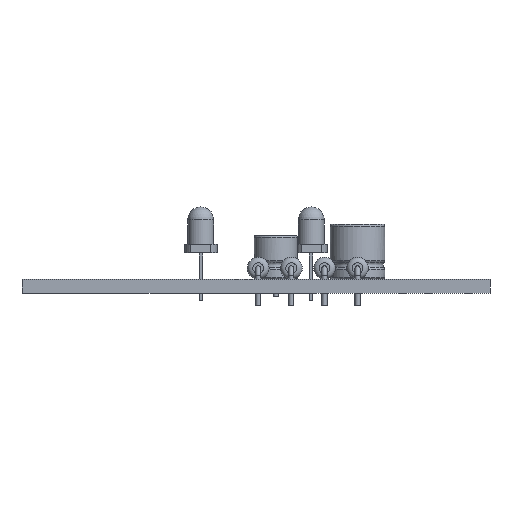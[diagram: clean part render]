
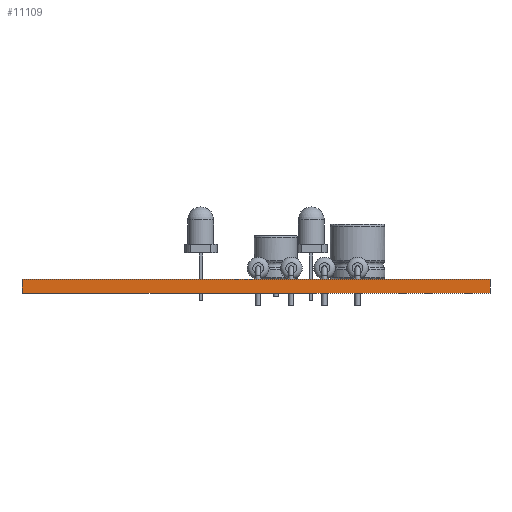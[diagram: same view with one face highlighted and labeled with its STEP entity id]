
A CAD part, front view. The second image highlights one B-rep face of the part: STEP entity #11109.
In plain terms, the highlighted planar face has unit normal (0, -1, 0).
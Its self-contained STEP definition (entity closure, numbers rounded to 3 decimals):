
#11109 = ADVANCED_FACE('',(#11110),#11124,.T.);
#11110 = FACE_BOUND('',#11111,.T.);
#11111 = EDGE_LOOP('',(#11112,#11147,#11175,#11203));
#11112 = ORIENTED_EDGE('',*,*,#11113,.T.);
#11113 = EDGE_CURVE('',#11114,#11116,#11118,.T.);
#11114 = VERTEX_POINT('',#11115);
#11115 = CARTESIAN_POINT('',(180.848,-127.,0.));
#11116 = VERTEX_POINT('',#11117);
#11117 = CARTESIAN_POINT('',(180.848,-127.,1.6));
#11118 = SURFACE_CURVE('',#11119,(#11123,#11135),.PCURVE_S1.);
#11119 = LINE('',#11120,#11121);
#11120 = CARTESIAN_POINT('',(180.848,-127.,0.));
#11121 = VECTOR('',#11122,1.);
#11122 = DIRECTION('',(0.,0.,1.));
#11123 = PCURVE('',#11124,#11129);
#11124 = PLANE('',#11125);
#11125 = AXIS2_PLACEMENT_3D('',#11126,#11127,#11128);
#11126 = CARTESIAN_POINT('',(180.848,-127.,0.));
#11127 = DIRECTION('',(0.,-1.,0.));
#11128 = DIRECTION('',(-1.,0.,0.));
#11129 = DEFINITIONAL_REPRESENTATION('',(#11130),#11134);
#11130 = LINE('',#11131,#11132);
#11131 = CARTESIAN_POINT('',(0.,-0.));
#11132 = VECTOR('',#11133,1.);
#11133 = DIRECTION('',(0.,-1.));
#11134 = ( GEOMETRIC_REPRESENTATION_CONTEXT(2) 
PARAMETRIC_REPRESENTATION_CONTEXT() REPRESENTATION_CONTEXT('2D SPACE',''
  ) );
#11135 = PCURVE('',#11136,#11141);
#11136 = PLANE('',#11137);
#11137 = AXIS2_PLACEMENT_3D('',#11138,#11139,#11140);
#11138 = CARTESIAN_POINT('',(180.848,-41.402,0.));
#11139 = DIRECTION('',(1.,0.,-0.));
#11140 = DIRECTION('',(0.,-1.,0.));
#11141 = DEFINITIONAL_REPRESENTATION('',(#11142),#11146);
#11142 = LINE('',#11143,#11144);
#11143 = CARTESIAN_POINT('',(85.598,0.));
#11144 = VECTOR('',#11145,1.);
#11145 = DIRECTION('',(0.,-1.));
#11146 = ( GEOMETRIC_REPRESENTATION_CONTEXT(2) 
PARAMETRIC_REPRESENTATION_CONTEXT() REPRESENTATION_CONTEXT('2D SPACE',''
  ) );
#11147 = ORIENTED_EDGE('',*,*,#11148,.T.);
#11148 = EDGE_CURVE('',#11116,#11149,#11151,.T.);
#11149 = VERTEX_POINT('',#11150);
#11150 = CARTESIAN_POINT('',(127.,-127.,1.6));
#11151 = SURFACE_CURVE('',#11152,(#11156,#11163),.PCURVE_S1.);
#11152 = LINE('',#11153,#11154);
#11153 = CARTESIAN_POINT('',(180.848,-127.,1.6));
#11154 = VECTOR('',#11155,1.);
#11155 = DIRECTION('',(-1.,0.,0.));
#11156 = PCURVE('',#11124,#11157);
#11157 = DEFINITIONAL_REPRESENTATION('',(#11158),#11162);
#11158 = LINE('',#11159,#11160);
#11159 = CARTESIAN_POINT('',(0.,-1.6));
#11160 = VECTOR('',#11161,1.);
#11161 = DIRECTION('',(1.,0.));
#11162 = ( GEOMETRIC_REPRESENTATION_CONTEXT(2) 
PARAMETRIC_REPRESENTATION_CONTEXT() REPRESENTATION_CONTEXT('2D SPACE',''
  ) );
#11163 = PCURVE('',#11164,#11169);
#11164 = PLANE('',#11165);
#11165 = AXIS2_PLACEMENT_3D('',#11166,#11167,#11168);
#11166 = CARTESIAN_POINT('',(153.924,-84.201,1.6));
#11167 = DIRECTION('',(-0.,-0.,-1.));
#11168 = DIRECTION('',(-1.,0.,0.));
#11169 = DEFINITIONAL_REPRESENTATION('',(#11170),#11174);
#11170 = LINE('',#11171,#11172);
#11171 = CARTESIAN_POINT('',(-26.924,-42.799));
#11172 = VECTOR('',#11173,1.);
#11173 = DIRECTION('',(1.,0.));
#11174 = ( GEOMETRIC_REPRESENTATION_CONTEXT(2) 
PARAMETRIC_REPRESENTATION_CONTEXT() REPRESENTATION_CONTEXT('2D SPACE',''
  ) );
#11175 = ORIENTED_EDGE('',*,*,#11176,.F.);
#11176 = EDGE_CURVE('',#11177,#11149,#11179,.T.);
#11177 = VERTEX_POINT('',#11178);
#11178 = CARTESIAN_POINT('',(127.,-127.,0.));
#11179 = SURFACE_CURVE('',#11180,(#11184,#11191),.PCURVE_S1.);
#11180 = LINE('',#11181,#11182);
#11181 = CARTESIAN_POINT('',(127.,-127.,0.));
#11182 = VECTOR('',#11183,1.);
#11183 = DIRECTION('',(0.,0.,1.));
#11184 = PCURVE('',#11124,#11185);
#11185 = DEFINITIONAL_REPRESENTATION('',(#11186),#11190);
#11186 = LINE('',#11187,#11188);
#11187 = CARTESIAN_POINT('',(53.848,0.));
#11188 = VECTOR('',#11189,1.);
#11189 = DIRECTION('',(0.,-1.));
#11190 = ( GEOMETRIC_REPRESENTATION_CONTEXT(2) 
PARAMETRIC_REPRESENTATION_CONTEXT() REPRESENTATION_CONTEXT('2D SPACE',''
  ) );
#11191 = PCURVE('',#11192,#11197);
#11192 = PLANE('',#11193);
#11193 = AXIS2_PLACEMENT_3D('',#11194,#11195,#11196);
#11194 = CARTESIAN_POINT('',(127.,-127.,0.));
#11195 = DIRECTION('',(-1.,0.,0.));
#11196 = DIRECTION('',(0.,1.,0.));
#11197 = DEFINITIONAL_REPRESENTATION('',(#11198),#11202);
#11198 = LINE('',#11199,#11200);
#11199 = CARTESIAN_POINT('',(0.,0.));
#11200 = VECTOR('',#11201,1.);
#11201 = DIRECTION('',(0.,-1.));
#11202 = ( GEOMETRIC_REPRESENTATION_CONTEXT(2) 
PARAMETRIC_REPRESENTATION_CONTEXT() REPRESENTATION_CONTEXT('2D SPACE',''
  ) );
#11203 = ORIENTED_EDGE('',*,*,#11204,.F.);
#11204 = EDGE_CURVE('',#11114,#11177,#11205,.T.);
#11205 = SURFACE_CURVE('',#11206,(#11210,#11217),.PCURVE_S1.);
#11206 = LINE('',#11207,#11208);
#11207 = CARTESIAN_POINT('',(180.848,-127.,0.));
#11208 = VECTOR('',#11209,1.);
#11209 = DIRECTION('',(-1.,0.,0.));
#11210 = PCURVE('',#11124,#11211);
#11211 = DEFINITIONAL_REPRESENTATION('',(#11212),#11216);
#11212 = LINE('',#11213,#11214);
#11213 = CARTESIAN_POINT('',(0.,-0.));
#11214 = VECTOR('',#11215,1.);
#11215 = DIRECTION('',(1.,0.));
#11216 = ( GEOMETRIC_REPRESENTATION_CONTEXT(2) 
PARAMETRIC_REPRESENTATION_CONTEXT() REPRESENTATION_CONTEXT('2D SPACE',''
  ) );
#11217 = PCURVE('',#11218,#11223);
#11218 = PLANE('',#11219);
#11219 = AXIS2_PLACEMENT_3D('',#11220,#11221,#11222);
#11220 = CARTESIAN_POINT('',(153.924,-84.201,0.));
#11221 = DIRECTION('',(-0.,-0.,-1.));
#11222 = DIRECTION('',(-1.,0.,0.));
#11223 = DEFINITIONAL_REPRESENTATION('',(#11224),#11228);
#11224 = LINE('',#11225,#11226);
#11225 = CARTESIAN_POINT('',(-26.924,-42.799));
#11226 = VECTOR('',#11227,1.);
#11227 = DIRECTION('',(1.,0.));
#11228 = ( GEOMETRIC_REPRESENTATION_CONTEXT(2) 
PARAMETRIC_REPRESENTATION_CONTEXT() REPRESENTATION_CONTEXT('2D SPACE',''
  ) );
